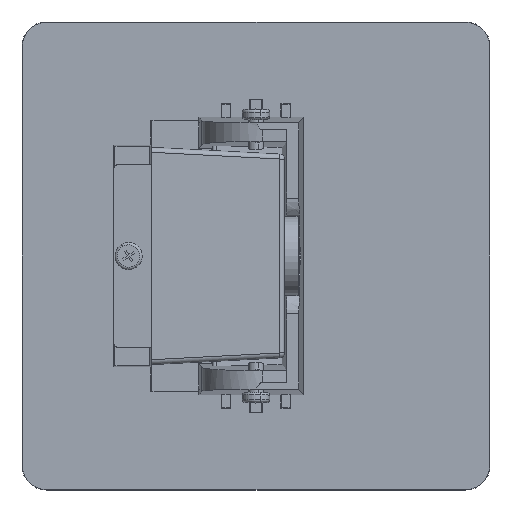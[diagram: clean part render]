
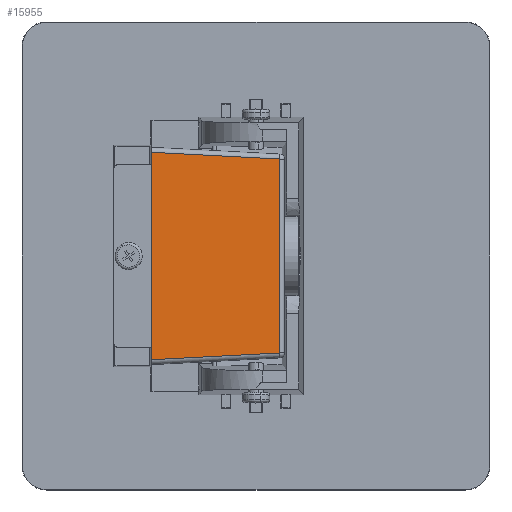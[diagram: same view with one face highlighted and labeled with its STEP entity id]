
A CAD part, front view. The second image highlights one B-rep face of the part: STEP entity #15955.
In plain terms, the highlighted planar face has unit normal (0.052, -0.999, 0).
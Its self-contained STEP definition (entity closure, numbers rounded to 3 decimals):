
#278 = ORIENTED_EDGE ( 'NONE', *, *, #15087, .T. ) ;
#731 = ORIENTED_EDGE ( 'NONE', *, *, #17373, .T. ) ;
#1321 = LINE ( 'NONE', #18921, #14938 ) ;
#1616 = CARTESIAN_POINT ( 'NONE',  ( 11.816, 2.865, -19.636 ) ) ;
#2396 = VECTOR ( 'NONE', #19277, 1000. ) ;
#2746 = CARTESIAN_POINT ( 'NONE',  ( -14.236, 1.5, -22. ) ) ;
#2934 = VERTEX_POINT ( 'NONE', #15622 ) ;
#3071 = DIRECTION ( 'NONE',  ( 0., 0., -1. ) ) ;
#3105 = FACE_OUTER_BOUND ( 'NONE', #13661, .T. ) ;
#3328 = CARTESIAN_POINT ( 'NONE',  ( 14.931, 3.029, 19.473 ) ) ;
#4277 = ORIENTED_EDGE ( 'NONE', *, *, #12624, .T. ) ;
#5115 = ORIENTED_EDGE ( 'NONE', *, *, #15852, .F. ) ;
#8009 = VERTEX_POINT ( 'NONE', #17626 ) ;
#8779 = LINE ( 'NONE', #2746, #2396 ) ;
#9513 = DIRECTION ( 'NONE',  ( -0.997, -0.052, 0.052 ) ) ;
#10505 = CARTESIAN_POINT ( 'NONE',  ( 11.816, 2.865, 20.585 ) ) ;
#10822 = LINE ( 'NONE', #10505, #15764 ) ;
#11670 = AXIS2_PLACEMENT_3D ( 'NONE', #16617, #12085, #3071 ) ;
#12085 = DIRECTION ( 'NONE',  ( -0.052, 0.999, 0. ) ) ;
#12624 = EDGE_CURVE ( 'NONE', #13561, #8009, #10822, .T. ) ;
#13561 = VERTEX_POINT ( 'NONE', #1616 ) ;
#13661 = EDGE_LOOP ( 'NONE', ( #5115, #278, #4277, #731 ) ) ;
#14070 = CARTESIAN_POINT ( 'NONE',  ( -14.236, 1.5, -21.001 ) ) ;
#14312 = VECTOR ( 'NONE', #9513, 1000. ) ;
#14938 = VECTOR ( 'NONE', #15205, 1000. ) ;
#15087 = EDGE_CURVE ( 'NONE', #18583, #13561, #1321, .T. ) ;
#15114 = PLANE ( 'NONE',  #11670 ) ;
#15205 = DIRECTION ( 'NONE',  ( 0.997, 0.052, 0.052 ) ) ;
#15622 = CARTESIAN_POINT ( 'NONE',  ( -14.236, 1.5, 21.001 ) ) ;
#15764 = VECTOR ( 'NONE', #16560, 1000. ) ;
#15852 = EDGE_CURVE ( 'NONE', #18583, #2934, #8779, .T. ) ;
#15955 = ADVANCED_FACE ( 'NONE', ( #3105 ), #15114, .F. ) ;
#16560 = DIRECTION ( 'NONE',  ( 0., 0., 1. ) ) ;
#16617 = CARTESIAN_POINT ( 'NONE',  ( 12.764, 2.915, -22. ) ) ;
#17373 = EDGE_CURVE ( 'NONE', #8009, #2934, #17806, .T. ) ;
#17626 = CARTESIAN_POINT ( 'NONE',  ( 11.816, 2.865, 19.636 ) ) ;
#17806 = LINE ( 'NONE', #3328, #14312 ) ;
#18583 = VERTEX_POINT ( 'NONE', #14070 ) ;
#18921 = CARTESIAN_POINT ( 'NONE',  ( 12.638, 2.908, -19.593 ) ) ;
#19277 = DIRECTION ( 'NONE',  ( 0., 0., 1. ) ) ;
